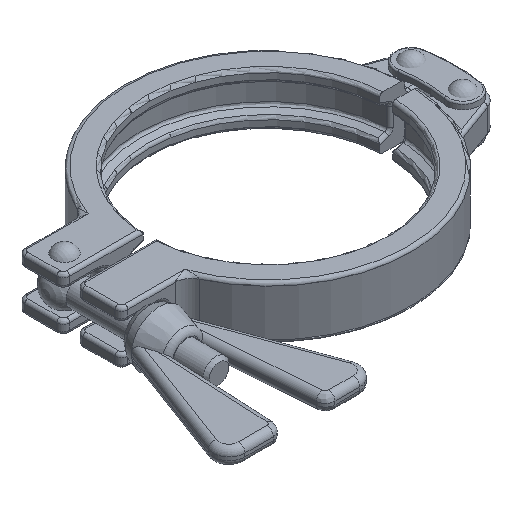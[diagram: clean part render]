
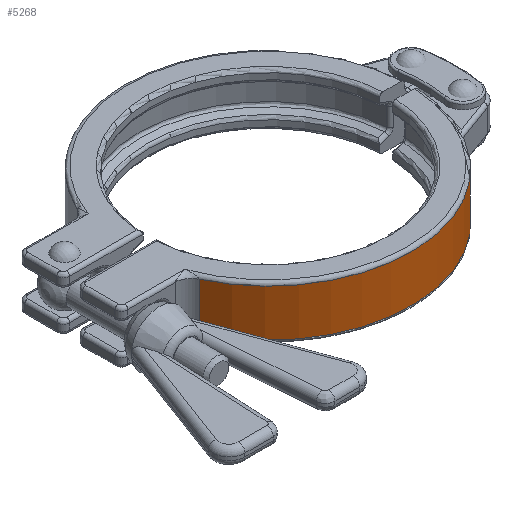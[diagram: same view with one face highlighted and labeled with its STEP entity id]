
A CAD part, isometric view. The second image highlights one B-rep face of the part: STEP entity #5268.
In plain terms, the highlighted cylindrical face has radius 44.5 mm (diameter 89 mm), a partial arc.
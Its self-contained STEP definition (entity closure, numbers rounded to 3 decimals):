
#4804=CARTESIAN_POINT('',(-40.297,18.879,-7.25));
#4805=VERTEX_POINT('',#4804);
#4823=CARTESIAN_POINT('',(-40.297,18.879,7.25));
#4824=VERTEX_POINT('',#4823);
#4832=CARTESIAN_POINT('',(-40.297,18.879,7.25));
#4833=DIRECTION('',(0.0,0.0,-1.0));
#4834=VECTOR('',#4833,14.5);
#4835=LINE('',#4832,#4834);
#4836=EDGE_CURVE('',#4824,#4805,#4835,.T.);
#5113=CARTESIAN_POINT('',(44.455,2.,-7.25));
#5114=VERTEX_POINT('',#5113);
#5115=CARTESIAN_POINT('',(0.0,0.0,-7.25));
#5116=DIRECTION('',(0.0,0.0,-1.));
#5117=DIRECTION('',(0.161,0.987,0.0));
#5118=AXIS2_PLACEMENT_3D('',#5115,#5116,#5117);
#5119=CIRCLE('',#5118,44.5);
#5120=EDGE_CURVE('',#4805,#5114,#5119,.T.);
#5159=CARTESIAN_POINT('',(0.0,0.0,0.0));
#5160=DIRECTION('',(0.0,0.0,1.0));
#5161=DIRECTION('',(0.906,0.423,0.0));
#5162=AXIS2_PLACEMENT_3D('',#5159,#5160,#5161);
#5163=CYLINDRICAL_SURFACE('',#5162,44.5);
#5164=ORIENTED_EDGE('',*,*,#4836,.F.);
#5165=CARTESIAN_POINT('',(44.455,2.,7.25));
#5166=VERTEX_POINT('',#5165);
#5167=CARTESIAN_POINT('',(0.0,0.0,7.25));
#5168=DIRECTION('',(0.0,0.0,1.));
#5169=DIRECTION('',(0.161,0.987,0.0));
#5170=AXIS2_PLACEMENT_3D('',#5167,#5168,#5169);
#5171=CIRCLE('',#5170,44.5);
#5172=EDGE_CURVE('',#5166,#4824,#5171,.T.);
#5173=ORIENTED_EDGE('',*,*,#5172,.F.);
#5174=CARTESIAN_POINT('',(44.455,2.,6.359));
#5175=VERTEX_POINT('',#5174);
#5176=CARTESIAN_POINT('',(44.455,2.,7.25));
#5177=DIRECTION('',(0.,0.,-1.0));
#5178=VECTOR('',#5177,0.891);
#5179=LINE('',#5176,#5178);
#5180=EDGE_CURVE('',#5166,#5175,#5179,.T.);
#5181=ORIENTED_EDGE('',*,*,#5180,.T.);
#5182=CARTESIAN_POINT('',(44.407,2.871,6.5));
#5183=VERTEX_POINT('',#5182);
#5184=CARTESIAN_POINT('',(44.407,2.871,6.5));
#5185=CARTESIAN_POINT('',(44.426,2.576,6.5));
#5186=CARTESIAN_POINT('',(44.442,2.282,6.452));
#5187=CARTESIAN_POINT('',(44.455,2.,6.358));
#5188=B_SPLINE_CURVE_WITH_KNOTS('',3,(#5184,#5185,#5186,#5187),.UNSPECIFIED.,.F.,.U.,(4,4),(1.879,1.972),.UNSPECIFIED.);
#5189=EDGE_CURVE('',#5183,#5175,#5188,.T.);
#5190=ORIENTED_EDGE('',*,*,#5189,.F.);
#5191=CARTESIAN_POINT('',(41.563,15.898,6.5));
#5192=VERTEX_POINT('',#5191);
#5193=CARTESIAN_POINT('',(0.0,0.0,6.5));
#5194=DIRECTION('',(0.0,0.0,-1.));
#5195=DIRECTION('',(0.972,0.234,0.0));
#5196=AXIS2_PLACEMENT_3D('',#5193,#5194,#5195);
#5197=CIRCLE('',#5196,44.5);
#5198=EDGE_CURVE('',#5192,#5183,#5197,.T.);
#5199=ORIENTED_EDGE('',*,*,#5198,.F.);
#5200=CARTESIAN_POINT('',(39.987,19.527,3.5));
#5201=VERTEX_POINT('',#5200);
#5202=CARTESIAN_POINT('',(39.987,19.527,3.5));
#5203=CARTESIAN_POINT('',(39.987,19.527,3.633));
#5204=CARTESIAN_POINT('',(39.998,19.505,3.902));
#5205=CARTESIAN_POINT('',(40.037,19.424,4.224));
#5206=CARTESIAN_POINT('',(40.149,19.192,4.838));
#5207=CARTESIAN_POINT('',(40.377,18.713,5.452));
#5208=CARTESIAN_POINT('',(40.714,17.966,5.98));
#5209=CARTESIAN_POINT('',(40.999,17.307,6.28));
#5210=CARTESIAN_POINT('',(41.284,16.615,6.459));
#5211=CARTESIAN_POINT('',(41.472,16.137,6.5));
#5212=CARTESIAN_POINT('',(41.563,15.898,6.5));
#5213=B_SPLINE_CURVE_WITH_KNOTS('',3,(#5202,#5203,#5204,#5205,#5206,#5207,#5208,#5209,#5210,#5211,#5212),.UNSPECIFIED.,.F.,.U.,(4,1,1,1,1,1,1,1,4),(0.0,0.04,0.08,0.1,0.24,0.32,0.4,0.48,0.56),.UNSPECIFIED.);
#5214=EDGE_CURVE('',#5201,#5192,#5213,.T.);
#5215=ORIENTED_EDGE('',*,*,#5214,.F.);
#5216=CARTESIAN_POINT('',(39.987,19.527,-3.5));
#5217=VERTEX_POINT('',#5216);
#5218=CARTESIAN_POINT('',(39.987,19.527,-3.5));
#5219=DIRECTION('',(0.0,0.0,1.0));
#5220=VECTOR('',#5219,7.);
#5221=LINE('',#5218,#5220);
#5222=EDGE_CURVE('',#5217,#5201,#5221,.T.);
#5223=ORIENTED_EDGE('',*,*,#5222,.F.);
#5224=CARTESIAN_POINT('',(41.563,15.898,-6.5));
#5225=VERTEX_POINT('',#5224);
#5226=CARTESIAN_POINT('',(41.563,15.898,-6.5));
#5227=CARTESIAN_POINT('',(41.472,16.137,-6.5));
#5228=CARTESIAN_POINT('',(41.239,16.732,-6.45));
#5229=CARTESIAN_POINT('',(40.95,17.421,-6.24));
#5230=CARTESIAN_POINT('',(40.67,18.063,-5.912));
#5231=CARTESIAN_POINT('',(40.444,18.564,-5.557));
#5232=CARTESIAN_POINT('',(40.207,19.072,-5.));
#5233=CARTESIAN_POINT('',(40.061,19.375,-4.419));
#5234=CARTESIAN_POINT('',(39.998,19.505,-3.903));
#5235=CARTESIAN_POINT('',(39.987,19.527,-3.633));
#5236=CARTESIAN_POINT('',(39.987,19.527,-3.5));
#5237=B_SPLINE_CURVE_WITH_KNOTS('',3,(#5226,#5227,#5228,#5229,#5230,#5231,#5232,#5233,#5234,#5235,#5236),.UNSPECIFIED.,.F.,.U.,(4,1,1,1,1,1,1,1,4),(0.0,0.08,0.2,0.24,0.32,0.4,0.48,0.52,0.56),.UNSPECIFIED.);
#5238=EDGE_CURVE('',#5225,#5217,#5237,.T.);
#5239=ORIENTED_EDGE('',*,*,#5238,.F.);
#5240=CARTESIAN_POINT('',(44.407,2.871,-6.5));
#5241=VERTEX_POINT('',#5240);
#5242=CARTESIAN_POINT('',(0.0,0.0,-6.5));
#5243=DIRECTION('',(0.0,0.0,1.));
#5244=DIRECTION('',(0.972,0.234,0.0));
#5245=AXIS2_PLACEMENT_3D('',#5242,#5243,#5244);
#5246=CIRCLE('',#5245,44.5);
#5247=EDGE_CURVE('',#5241,#5225,#5246,.T.);
#5248=ORIENTED_EDGE('',*,*,#5247,.F.);
#5249=CARTESIAN_POINT('',(44.455,2.,-6.359));
#5250=VERTEX_POINT('',#5249);
#5251=CARTESIAN_POINT('',(44.455,2.,-6.359));
#5252=CARTESIAN_POINT('',(44.447,2.18,-6.418));
#5253=CARTESIAN_POINT('',(44.432,2.469,-6.483));
#5254=CARTESIAN_POINT('',(44.414,2.764,-6.5));
#5255=CARTESIAN_POINT('',(44.407,2.871,-6.5));
#5256=B_SPLINE_CURVE_WITH_KNOTS('',3,(#5251,#5252,#5253,#5254,#5255),.UNSPECIFIED.,.F.,.U.,(4,1,4),(-0.093,-0.034,0.),.UNSPECIFIED.);
#5257=EDGE_CURVE('',#5250,#5241,#5256,.T.);
#5258=ORIENTED_EDGE('',*,*,#5257,.F.);
#5259=CARTESIAN_POINT('',(44.455,2.,-6.359));
#5260=DIRECTION('',(0.,0.,-1.0));
#5261=VECTOR('',#5260,0.891);
#5262=LINE('',#5259,#5261);
#5263=EDGE_CURVE('',#5250,#5114,#5262,.T.);
#5264=ORIENTED_EDGE('',*,*,#5263,.T.);
#5265=ORIENTED_EDGE('',*,*,#5120,.F.);
#5266=EDGE_LOOP('',(#5164,#5173,#5181,#5190,#5199,#5215,#5223,#5239,#5248,#5258,#5264,#5265));
#5267=FACE_OUTER_BOUND('',#5266,.T.);
#5268=ADVANCED_FACE('',(#5267),#5163,.T.);
